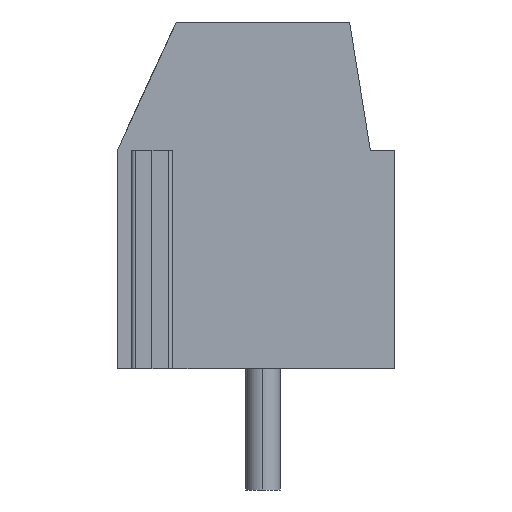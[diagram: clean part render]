
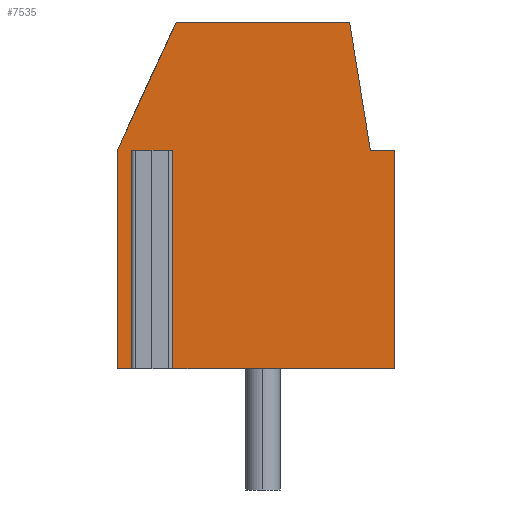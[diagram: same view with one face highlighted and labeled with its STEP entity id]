
A CAD part, left-side view. The second image highlights one B-rep face of the part: STEP entity #7535.
In plain terms, the highlighted planar face has unit normal (-1, 0, 0).
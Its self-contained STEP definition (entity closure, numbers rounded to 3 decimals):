
#7460=AXIS2_PLACEMENT_3D('Plane Axis2P3D',#7457,#7458,#7459) ;
#6909=CARTESIAN_POINT('Vertex',(0.6,-3.013,9.8)) ;
#6914=CARTESIAN_POINT('Line Origine',(0.6,-3.013,6.65)) ;
#6918=CARTESIAN_POINT('Vertex',(0.6,-3.013,3.5)) ;
#7160=CARTESIAN_POINT('Vertex',(0.6,3.287,13.5)) ;
#7163=CARTESIAN_POINT('Line Origine',(0.6,0.787,13.5)) ;
#7167=CARTESIAN_POINT('Vertex',(0.6,-1.713,13.5)) ;
#7387=CARTESIAN_POINT('Vertex',(0.6,-2.313,9.8)) ;
#7392=CARTESIAN_POINT('Line Origine',(0.6,-2.663,9.8)) ;
#7457=CARTESIAN_POINT('Axis2P3D Location',(0.6,0.787,3.5)) ;
#7462=CARTESIAN_POINT('Line Origine',(0.6,3.829,9.8)) ;
#7466=CARTESIAN_POINT('Vertex',(0.6,3.672,9.8)) ;
#7468=CARTESIAN_POINT('Vertex',(0.6,3.987,9.8)) ;
#7471=CARTESIAN_POINT('Line Origine',(0.6,3.672,6.65)) ;
#7475=CARTESIAN_POINT('Vertex',(0.6,3.672,3.5)) ;
#7478=CARTESIAN_POINT('Line Origine',(0.6,0.329,3.5)) ;
#7483=CARTESIAN_POINT('Line Origine',(0.6,-2.013,11.65)) ;
#7488=CARTESIAN_POINT('Line Origine',(0.6,4.137,11.65)) ;
#7492=CARTESIAN_POINT('Vertex',(0.6,4.987,9.8)) ;
#7495=CARTESIAN_POINT('Line Origine',(0.6,4.987,6.65)) ;
#7499=CARTESIAN_POINT('Vertex',(0.6,4.987,3.5)) ;
#7502=CARTESIAN_POINT('Line Origine',(0.6,4.644,3.5)) ;
#7506=CARTESIAN_POINT('Vertex',(0.6,4.302,3.5)) ;
#7509=CARTESIAN_POINT('Line Origine',(0.6,4.302,6.65)) ;
#7513=CARTESIAN_POINT('Vertex',(0.6,4.302,9.8)) ;
#7516=CARTESIAN_POINT('Line Origine',(0.6,4.144,9.8)) ;
#6915=DIRECTION('Vector Direction',(0.,0.,-1.)) ;
#7164=DIRECTION('Vector Direction',(0.,-1.,0.)) ;
#7393=DIRECTION('Vector Direction',(0.,-1.,0.)) ;
#7458=DIRECTION('Axis2P3D Direction',(1.,0.,0.)) ;
#7459=DIRECTION('Axis2P3D XDirection',(0.,0.,1.)) ;
#7463=DIRECTION('Vector Direction',(0.,1.,0.)) ;
#7472=DIRECTION('Vector Direction',(0.,0.,1.)) ;
#7479=DIRECTION('Vector Direction',(0.,1.,0.)) ;
#7484=DIRECTION('Vector Direction',(0.,0.16,0.987)) ;
#7489=DIRECTION('Vector Direction',(0.,-0.418,0.909)) ;
#7496=DIRECTION('Vector Direction',(0.,0.,1.)) ;
#7503=DIRECTION('Vector Direction',(0.,1.,0.)) ;
#7510=DIRECTION('Vector Direction',(0.,0.,1.)) ;
#7517=DIRECTION('Vector Direction',(0.,-1.,0.)) ;
#6916=VECTOR('Line Direction',#6915,1.) ;
#7165=VECTOR('Line Direction',#7164,1.) ;
#7394=VECTOR('Line Direction',#7393,1.) ;
#7464=VECTOR('Line Direction',#7463,1.) ;
#7473=VECTOR('Line Direction',#7472,1.) ;
#7480=VECTOR('Line Direction',#7479,1.) ;
#7485=VECTOR('Line Direction',#7484,1.) ;
#7490=VECTOR('Line Direction',#7489,1.) ;
#7497=VECTOR('Line Direction',#7496,1.) ;
#7504=VECTOR('Line Direction',#7503,1.) ;
#7511=VECTOR('Line Direction',#7510,1.) ;
#7518=VECTOR('Line Direction',#7517,1.) ;
#7522=ORIENTED_EDGE('',*,*,#7470,.F.) ;
#7523=ORIENTED_EDGE('',*,*,#7477,.F.) ;
#7524=ORIENTED_EDGE('',*,*,#7482,.F.) ;
#7525=ORIENTED_EDGE('',*,*,#6920,.F.) ;
#7526=ORIENTED_EDGE('',*,*,#7396,.F.) ;
#7527=ORIENTED_EDGE('',*,*,#7487,.F.) ;
#7528=ORIENTED_EDGE('',*,*,#7169,.F.) ;
#7529=ORIENTED_EDGE('',*,*,#7494,.F.) ;
#7530=ORIENTED_EDGE('',*,*,#7501,.F.) ;
#7531=ORIENTED_EDGE('',*,*,#7508,.F.) ;
#7532=ORIENTED_EDGE('',*,*,#7515,.T.) ;
#7533=ORIENTED_EDGE('',*,*,#7520,.F.) ;
#7535=ADVANCED_FACE('Housing-3',(#7534),#7461,.F.) ;
#6920=EDGE_CURVE('',#6910,#6919,#6917,.T.) ;
#7169=EDGE_CURVE('',#7161,#7168,#7166,.T.) ;
#7396=EDGE_CURVE('',#7388,#6910,#7395,.T.) ;
#7470=EDGE_CURVE('',#7467,#7469,#7465,.T.) ;
#7477=EDGE_CURVE('',#7476,#7467,#7474,.T.) ;
#7482=EDGE_CURVE('',#6919,#7476,#7481,.T.) ;
#7487=EDGE_CURVE('',#7168,#7388,#7486,.F.) ;
#7494=EDGE_CURVE('',#7493,#7161,#7491,.T.) ;
#7501=EDGE_CURVE('',#7500,#7493,#7498,.T.) ;
#7508=EDGE_CURVE('',#7507,#7500,#7505,.T.) ;
#7515=EDGE_CURVE('',#7507,#7514,#7512,.T.) ;
#7520=EDGE_CURVE('',#7469,#7514,#7519,.F.) ;
#7521=EDGE_LOOP('',(#7522,#7523,#7524,#7525,#7526,#7527,#7528,#7529,#7530,#7531,#7532,#7533)) ;
#7534=FACE_OUTER_BOUND('',#7521,.T.) ;
#6917=LINE('Line',#6914,#6916) ;
#7166=LINE('Line',#7163,#7165) ;
#7395=LINE('Line',#7392,#7394) ;
#7465=LINE('Line',#7462,#7464) ;
#7474=LINE('Line',#7471,#7473) ;
#7481=LINE('Line',#7478,#7480) ;
#7486=LINE('Line',#7483,#7485) ;
#7491=LINE('Line',#7488,#7490) ;
#7498=LINE('Line',#7495,#7497) ;
#7505=LINE('Line',#7502,#7504) ;
#7512=LINE('Line',#7509,#7511) ;
#7519=LINE('Line',#7516,#7518) ;
#7461=PLANE('',#7460) ;
#6910=VERTEX_POINT('',#6909) ;
#6919=VERTEX_POINT('',#6918) ;
#7161=VERTEX_POINT('',#7160) ;
#7168=VERTEX_POINT('',#7167) ;
#7388=VERTEX_POINT('',#7387) ;
#7467=VERTEX_POINT('',#7466) ;
#7469=VERTEX_POINT('',#7468) ;
#7476=VERTEX_POINT('',#7475) ;
#7493=VERTEX_POINT('',#7492) ;
#7500=VERTEX_POINT('',#7499) ;
#7507=VERTEX_POINT('',#7506) ;
#7514=VERTEX_POINT('',#7513) ;
